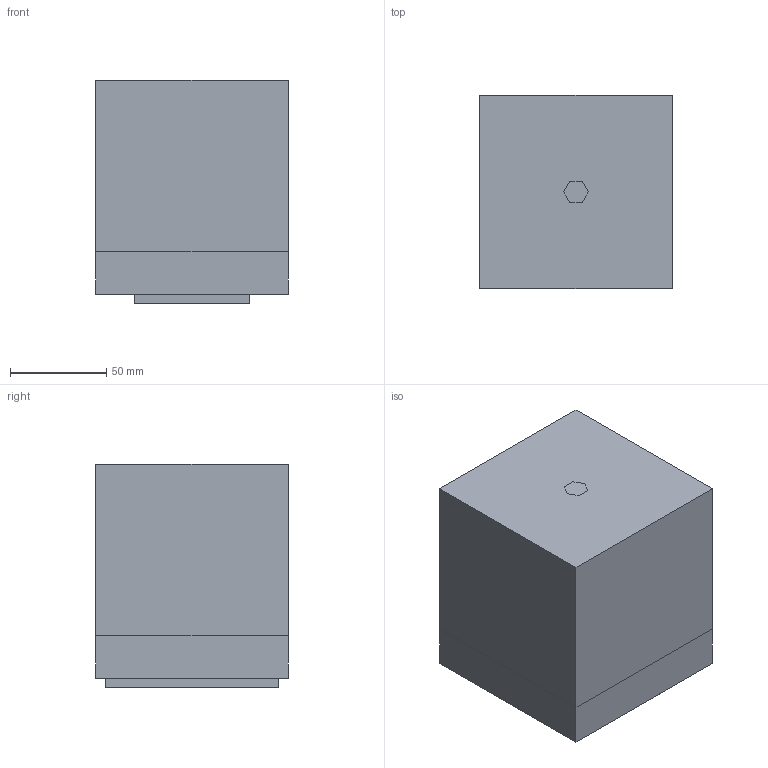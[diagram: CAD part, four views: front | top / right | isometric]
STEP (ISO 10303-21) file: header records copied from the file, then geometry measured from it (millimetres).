
FILE_DESCRIPTION(/* description */ (''),/* implementation_level */ '2;1');
FILE_NAME(/* name */ 'mold_assembly.step',/* time_stamp */ '2021-12-27T16:25:45-05:00',/* author */ (''),/* organization */ (''),/* preprocessor_version */ 'ST-DEVELOPER v18.1',/* originating_system */ 'Autodesk Translation Framework v10.10.0.1391',/* authorisation */ '');
FILE_SCHEMA (('AUTOMOTIVE_DESIGN { 1 0 10303 214 3 1 1 }'));
Length unit declared in the file: millimetre
Products named in the file (7): poi_assembly; silicone cover; inside-top_piece; inside_bottom_piece; bottom_outer; top_outer; cover_securing
Assembly tree (6 placements, depth 2):
  poi_assembly
    silicone cover
    inside-top_piece
    inside_bottom_piece
    bottom_outer
    top_outer
    cover_securing
Bounding box: 100 x 100 x 115.94 mm (x, y, z)
Volume: 1124798.2 mm3; surface area: 174834.4 mm2
Topology: 6 solids, 6 shells, 251 faces, 658 edges, 434 vertices
Faces by surface type: plane 140, cylinder 50, cone 40, bspline 21
Full cylindrical faces by diameter (mm): 2.7 x4, 3 x13, 5 x6, 45.012 x2, 57.267 x1
Entity records: 11482 total; most frequent: CARTESIAN_POINT 5172, ORIENTED_EDGE 1314, DIRECTION 1206, EDGE_CURVE 657, VERTEX_POINT 434, AXIS2_PLACEMENT_3D 426, LINE 354, VECTOR 354
